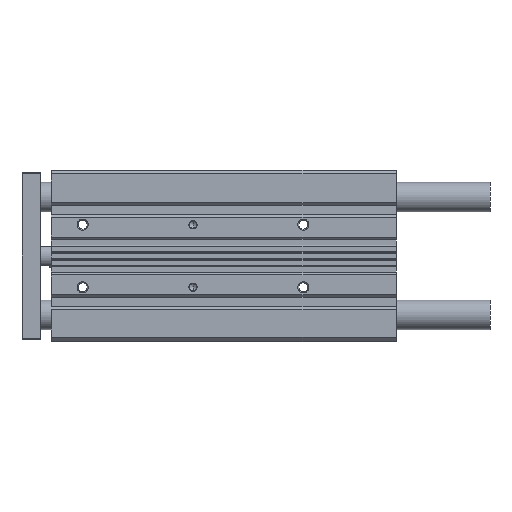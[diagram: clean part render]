
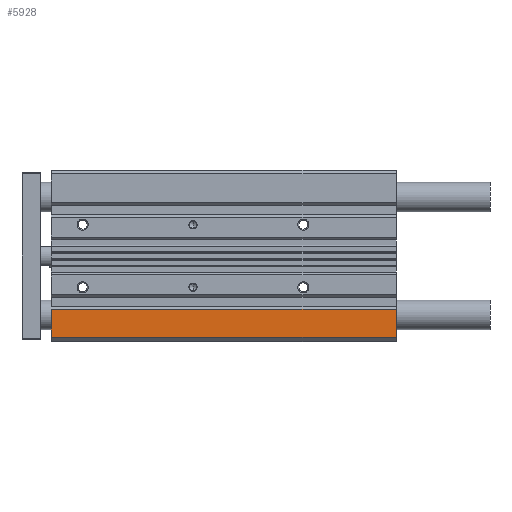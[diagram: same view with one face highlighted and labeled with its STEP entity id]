
A CAD part, front view. The second image highlights one B-rep face of the part: STEP entity #5928.
In plain terms, the highlighted planar face has unit normal (0, -1, 0).
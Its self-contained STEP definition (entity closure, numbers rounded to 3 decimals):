
#51 = LINE ( 'NONE', #2958, #6521 ) ;
#797 = LINE ( 'NONE', #7777, #4244 ) ;
#916 = EDGE_CURVE ( 'NONE', #6125, #2861, #51, .T. ) ;
#1654 = ORIENTED_EDGE ( 'NONE', *, *, #5123, .T. ) ;
#1906 = CARTESIAN_POINT ( 'NONE',  ( 0., -21., -29. ) ) ;
#2086 = CARTESIAN_POINT ( 'NONE',  ( 0., -21., -29. ) ) ;
#2144 = LINE ( 'NONE', #2086, #4331 ) ;
#2230 = DIRECTION ( 'NONE',  ( 0., 0., -1. ) ) ;
#2488 = ORIENTED_EDGE ( 'NONE', *, *, #12111, .T. ) ;
#2861 = VERTEX_POINT ( 'NONE', #6896 ) ;
#2958 = CARTESIAN_POINT ( 'NONE',  ( 0., -21., -44.2 ) ) ;
#3097 = AXIS2_PLACEMENT_3D ( 'NONE', #12310, #10196, #2230 ) ;
#3254 = DIRECTION ( 'NONE',  ( 0., 0., -1. ) ) ;
#3985 = DIRECTION ( 'NONE',  ( -1., 0., 0. ) ) ;
#4244 = VECTOR ( 'NONE', #10806, 1000. ) ;
#4331 = VECTOR ( 'NONE', #3985, 1000. ) ;
#4444 = ORIENTED_EDGE ( 'NONE', *, *, #916, .F. ) ;
#5123 = EDGE_CURVE ( 'NONE', #6814, #9715, #2144, .T. ) ;
#5125 = DIRECTION ( 'NONE',  ( -1., 0., 0. ) ) ;
#5422 = CARTESIAN_POINT ( 'NONE',  ( 187.5, -21., -29. ) ) ;
#5928 = ADVANCED_FACE ( 'NONE', ( #7306 ), #6181, .T. ) ;
#6125 = VERTEX_POINT ( 'NONE', #9660 ) ;
#6181 = PLANE ( 'NONE',  #3097 ) ;
#6521 = VECTOR ( 'NONE', #5125, 1000. ) ;
#6814 = VERTEX_POINT ( 'NONE', #5422 ) ;
#6896 = CARTESIAN_POINT ( 'NONE',  ( 0., -21., -44.2 ) ) ;
#7306 = FACE_OUTER_BOUND ( 'NONE', #8012, .T. ) ;
#7777 = CARTESIAN_POINT ( 'NONE',  ( 187.5, -21., 0. ) ) ;
#8012 = EDGE_LOOP ( 'NONE', ( #2488, #4444, #10067, #1654 ) ) ;
#8450 = CARTESIAN_POINT ( 'NONE',  ( 0., -21., -44.2 ) ) ;
#9287 = EDGE_CURVE ( 'NONE', #6814, #6125, #797, .T. ) ;
#9660 = CARTESIAN_POINT ( 'NONE',  ( 187.5, -21., -44.2 ) ) ;
#9715 = VERTEX_POINT ( 'NONE', #1906 ) ;
#9791 = VECTOR ( 'NONE', #3254, 1000. ) ;
#10067 = ORIENTED_EDGE ( 'NONE', *, *, #9287, .F. ) ;
#10196 = DIRECTION ( 'NONE',  ( 0., -1., 0. ) ) ;
#10806 = DIRECTION ( 'NONE',  ( 0., 0., -1. ) ) ;
#12111 = EDGE_CURVE ( 'NONE', #9715, #2861, #12417, .T. ) ;
#12310 = CARTESIAN_POINT ( 'NONE',  ( 0., -21., -44.2 ) ) ;
#12417 = LINE ( 'NONE', #8450, #9791 ) ;
